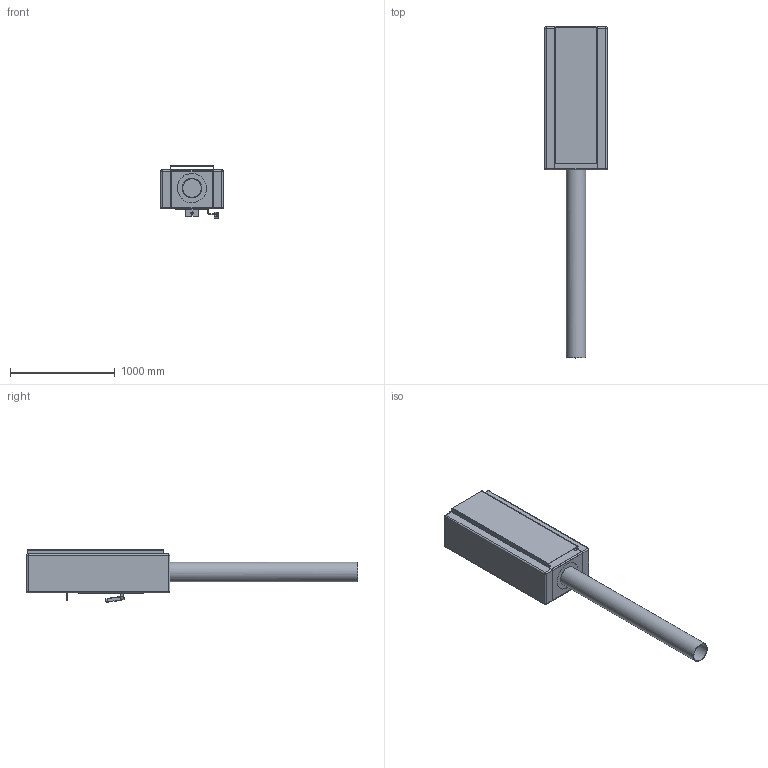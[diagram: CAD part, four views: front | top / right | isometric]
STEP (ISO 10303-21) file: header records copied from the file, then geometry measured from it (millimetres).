
FILE_DESCRIPTION(('FreeCAD Model'),'2;1');
FILE_NAME('Open CASCADE Shape Model','2025-05-01T10:09:56',('FreeCAD'),( 'FreeCAD'),'Open CASCADE STEP processor 7.6','FreeCAD','Unknown');
FILE_SCHEMA(('AUTOMOTIVE_DESIGN { 1 0 10303 214 1 1 1 1 }'));
Length unit declared in the file: millimetre
Products named in the file (1): Open CASCADE STEP translator 7.6 1
Bounding box: 596.9 x 3172.46 x 500.41 mm (x, y, z)
Volume: 138414175 mm3; surface area: 11486837 mm2
Topology: 9 solids, 12 shells, 857 faces, 2310 edges, 1448 vertices
Faces by surface type: bspline 857
Entity records: 30749 total; most frequent: CARTESIAN_POINT 17680, ORIENTED_EDGE 4572, EDGE_CURVE 2286, B_SPLINE_CURVE_WITH_KNOTS 1612, VERTEX_POINT 1448, FACE_BOUND 896, EDGE_LOOP 896, ADVANCED_FACE 857
